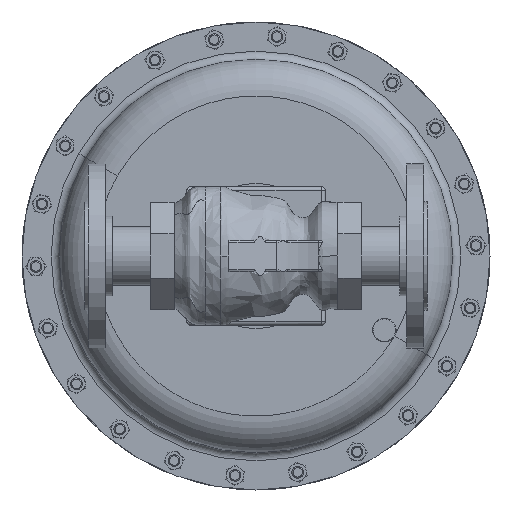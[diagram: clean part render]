
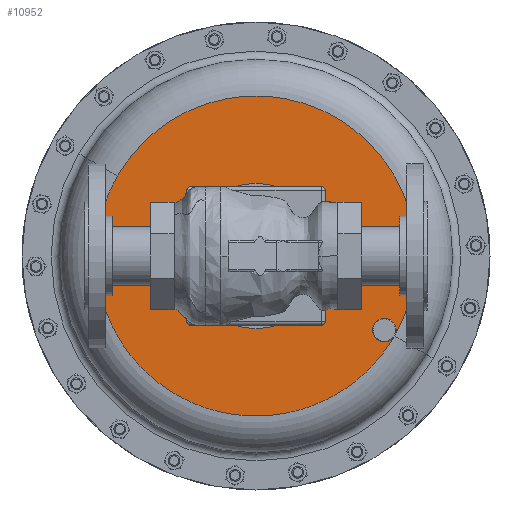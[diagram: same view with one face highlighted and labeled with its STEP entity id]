
A CAD part, front view. The second image highlights one B-rep face of the part: STEP entity #10952.
In plain terms, the highlighted planar face has unit normal (0, -1, 0).
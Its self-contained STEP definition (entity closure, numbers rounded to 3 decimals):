
#944 = DIRECTION ( 'NONE',  ( 0.866, 0., -0.5 ) ) ;
#2169 = VERTEX_POINT ( 'NONE', #52153 ) ;
#2572 = CARTESIAN_POINT ( 'NONE',  ( 4.114, 8.918, -2.375 ) ) ;
#2840 = ORIENTED_EDGE ( 'NONE', *, *, #32143, .F. ) ;
#4362 = CARTESIAN_POINT ( 'NONE',  ( 0., 8.918, 0. ) ) ;
#4636 = AXIS2_PLACEMENT_3D ( 'NONE', #2572, #31698, #6723 ) ;
#4950 = EDGE_CURVE ( 'NONE', #2169, #18492, #13597, .T. ) ;
#5544 = CARTESIAN_POINT ( 'NONE',  ( 4.114, 8.918, -2.375 ) ) ;
#6723 = DIRECTION ( 'NONE',  ( 0.866, 0., -0.5 ) ) ;
#7623 = AXIS2_PLACEMENT_3D ( 'NONE', #5544, #34684, #9703 ) ;
#7910 = CARTESIAN_POINT ( 'NONE',  ( 0., 8.918, 2.325 ) ) ;
#8446 = EDGE_CURVE ( 'NONE', #13746, #16702, #47308, .T. ) ;
#8527 = DIRECTION ( 'NONE',  ( 0.866, 0., -0.5 ) ) ;
#9495 = CIRCLE ( 'NONE', #45782, 5.125 ) ;
#9703 = DIRECTION ( 'NONE',  ( 0.866, 0., -0.5 ) ) ;
#9912 = CARTESIAN_POINT ( 'NONE',  ( -4.438, 8.918, 2.563 ) ) ;
#10952 = ADVANCED_FACE ( 'NONE', ( #22426, #11369 ), #47034, .T. ) ;
#11369 = FACE_OUTER_BOUND ( 'NONE', #28726, .T. ) ;
#11515 = CARTESIAN_POINT ( 'NONE',  ( 0., 8.918, 0. ) ) ;
#13523 = VERTEX_POINT ( 'NONE', #9912 ) ;
#13597 = CIRCLE ( 'NONE', #7623, 0.375 ) ;
#13746 = VERTEX_POINT ( 'NONE', #40489 ) ;
#14507 = DIRECTION ( 'NONE',  ( 0., -1., 0. ) ) ;
#15728 = DIRECTION ( 'NONE',  ( 0., 0., -1. ) ) ;
#16702 = VERTEX_POINT ( 'NONE', #7910 ) ;
#17835 = AXIS2_PLACEMENT_3D ( 'NONE', #45265, #20341, #49457 ) ;
#18492 = VERTEX_POINT ( 'NONE', #24925 ) ;
#20002 = CIRCLE ( 'NONE', #20913, 5.125 ) ;
#20341 = DIRECTION ( 'NONE',  ( 0., 1., 0. ) ) ;
#20913 = AXIS2_PLACEMENT_3D ( 'NONE', #50782, #25839, #944 ) ;
#22426 = FACE_BOUND ( 'NONE', #52187, .T. ) ;
#23362 = EDGE_CURVE ( 'NONE', #2169, #13523, #9495, .T. ) ;
#24925 = CARTESIAN_POINT ( 'NONE',  ( 3.789, 8.918, -2.188 ) ) ;
#25839 = DIRECTION ( 'NONE',  ( 0., 1., 0. ) ) ;
#27574 = ORIENTED_EDGE ( 'NONE', *, *, #40097, .T. ) ;
#28490 = ORIENTED_EDGE ( 'NONE', *, *, #46963, .T. ) ;
#28726 = EDGE_LOOP ( 'NONE', ( #51687, #31429, #28490, #2840 ) ) ;
#29645 = CIRCLE ( 'NONE', #4636, 0.375 ) ;
#31082 = CARTESIAN_POINT ( 'NONE',  ( -2.563, 8.918, -4.438 ) ) ;
#31429 = ORIENTED_EDGE ( 'NONE', *, *, #4950, .T. ) ;
#31698 = DIRECTION ( 'NONE',  ( 0., 1., 0. ) ) ;
#32143 = EDGE_CURVE ( 'NONE', #13523, #2169, #20002, .T. ) ;
#33519 = DIRECTION ( 'NONE',  ( 0., 1., 0. ) ) ;
#34684 = DIRECTION ( 'NONE',  ( 0., 1., 0. ) ) ;
#38563 = AXIS2_PLACEMENT_3D ( 'NONE', #11515, #40627, #15728 ) ;
#40097 = EDGE_CURVE ( 'NONE', #16702, #13746, #44665, .T. ) ;
#40489 = CARTESIAN_POINT ( 'NONE',  ( 0., 8.918, -2.325 ) ) ;
#40627 = DIRECTION ( 'NONE',  ( 0., 1., 0. ) ) ;
#43589 = DIRECTION ( 'NONE',  ( -0.866, 0., 0.5 ) ) ;
#44665 = CIRCLE ( 'NONE', #38563, 2.325 ) ;
#45065 = AXIS2_PLACEMENT_3D ( 'NONE', #31082, #14507, #43589 ) ;
#45265 = CARTESIAN_POINT ( 'NONE',  ( 0., 8.918, 0. ) ) ;
#45782 = AXIS2_PLACEMENT_3D ( 'NONE', #4362, #33519, #8527 ) ;
#46963 = EDGE_CURVE ( 'NONE', #18492, #2169, #29645, .T. ) ;
#47034 = PLANE ( 'NONE',  #45065 ) ;
#47293 = ORIENTED_EDGE ( 'NONE', *, *, #8446, .T. ) ;
#47308 = CIRCLE ( 'NONE', #17835, 2.325 ) ;
#49457 = DIRECTION ( 'NONE',  ( 0., 0., -1. ) ) ;
#50782 = CARTESIAN_POINT ( 'NONE',  ( 0., 8.918, 0. ) ) ;
#51687 = ORIENTED_EDGE ( 'NONE', *, *, #23362, .F. ) ;
#52153 = CARTESIAN_POINT ( 'NONE',  ( 4.438, 8.918, -2.563 ) ) ;
#52187 = EDGE_LOOP ( 'NONE', ( #47293, #27574 ) ) ;
